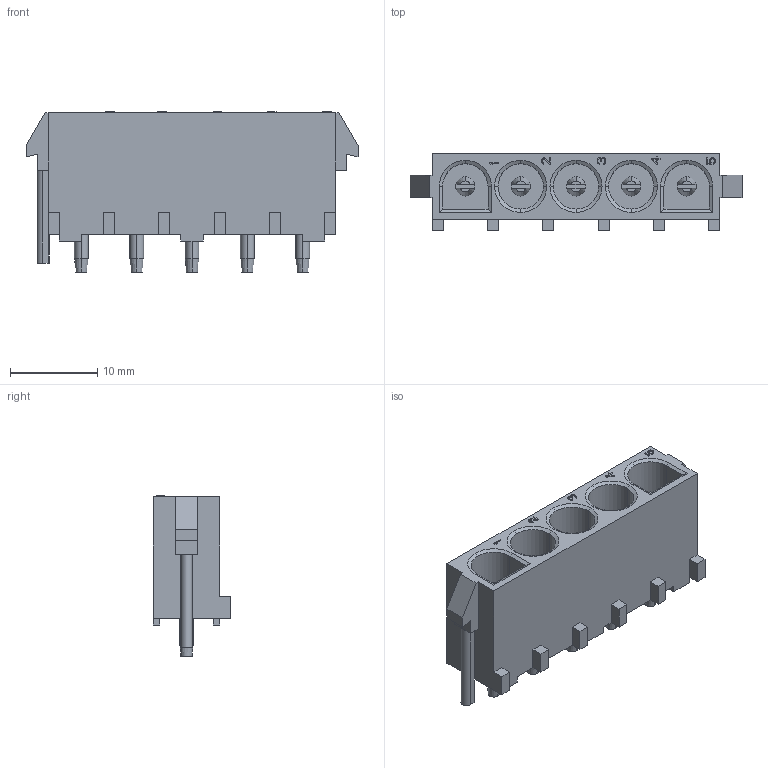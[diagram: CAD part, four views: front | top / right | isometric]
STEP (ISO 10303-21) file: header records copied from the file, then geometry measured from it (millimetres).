
FILE_DESCRIPTION(('STEP AP242'),'1');
FILE_NAME('643406-3.stp','2023-03-14T15:17:02',('TraceParts'),('TraceParts S.A.'),'Spatial InterOp 3D',' ',' ');
FILE_SCHEMA(('AP242_MANAGED_MODEL_BASED_3D_ENGINEERING_MIM_LF {1 0 10303 442 1 1 4}'));
Length unit declared in the file: millimetre
Products named in the file (1): 643406-3
Bounding box: 38.1 x 8.89 x 18.38 mm (x, y, z)
Volume: 2566.7 mm3; surface area: 3144.7 mm2
Topology: 1 solids, 1 shells, 350 faces, 942 edges, 615 vertices
Faces by surface type: plane 275, cone 46, cylinder 29
Entity records: 10882 total; most frequent: CARTESIAN_POINT 2008, ORIENTED_EDGE 1884, DIRECTION 1757, EDGE_CURVE 942, LINE 789, VECTOR 789, VERTEX_POINT 615, AXIS2_PLACEMENT_3D 484
